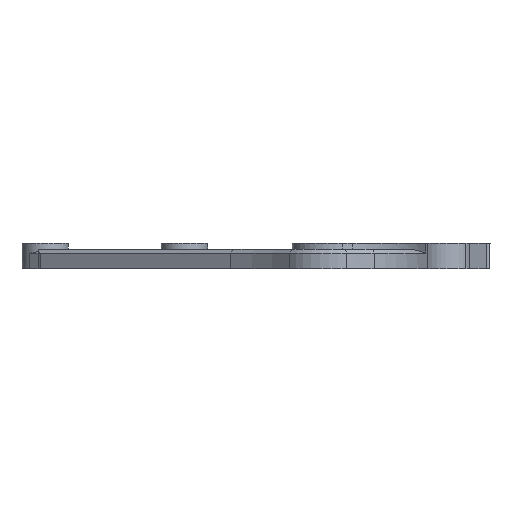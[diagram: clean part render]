
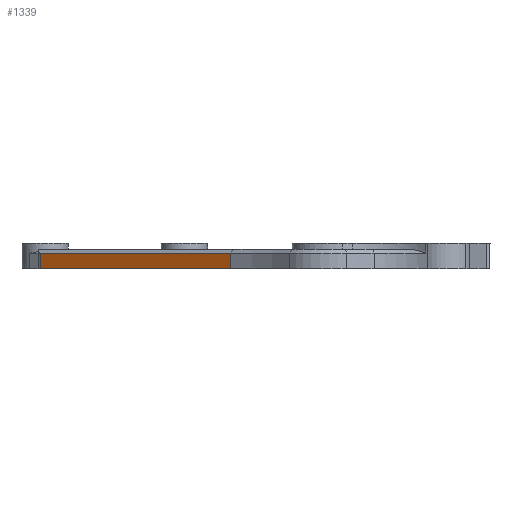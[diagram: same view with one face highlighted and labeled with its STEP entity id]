
A CAD part, left-side view. The second image highlights one B-rep face of the part: STEP entity #1339.
In plain terms, the highlighted face is planar.
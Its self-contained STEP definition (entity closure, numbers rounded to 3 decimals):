
#35 = DIRECTION ( 'NONE',  ( 1., 0.002, 0. ) ) ;
#46 = DIRECTION ( 'NONE',  ( 0.002, -1., 0. ) ) ;
#71 = PLANE ( 'NONE',  #2107 ) ;
#156 = CARTESIAN_POINT ( 'NONE',  ( 66.854, -5.895, 5. ) ) ;
#741 = EDGE_CURVE ( 'NONE', #1027, #806, #3747, .T. ) ;
#806 = VERTEX_POINT ( 'NONE', #2978 ) ;
#847 = DIRECTION ( 'NONE',  ( 0., 0., -1. ) ) ;
#933 = CARTESIAN_POINT ( 'NONE',  ( 66.854, -5.895, 5. ) ) ;
#975 = ORIENTED_EDGE ( 'NONE', *, *, #3616, .F. ) ;
#1027 = VERTEX_POINT ( 'NONE', #1752 ) ;
#1097 = CARTESIAN_POINT ( 'NONE',  ( 127.169, -5.771, 0. ) ) ;
#1115 = ORIENTED_EDGE ( 'NONE', *, *, #741, .T. ) ;
#1252 = EDGE_LOOP ( 'NONE', ( #975, #1115, #4443, #2789 ) ) ;
#1300 = LINE ( 'NONE', #4008, #2115 ) ;
#1339 = ADVANCED_FACE ( 'NONE', ( #3746 ), #71, .F. ) ;
#1717 = LINE ( 'NONE', #933, #4303 ) ;
#1752 = CARTESIAN_POINT ( 'NONE',  ( 66.854, -5.895, 4. ) ) ;
#1822 = CARTESIAN_POINT ( 'NONE',  ( 127.169, -5.771, 5. ) ) ;
#2107 = AXIS2_PLACEMENT_3D ( 'NONE', #156, #46, #35 ) ;
#2115 = VECTOR ( 'NONE', #3974, 1000. ) ;
#2385 = VERTEX_POINT ( 'NONE', #3118 ) ;
#2543 = VERTEX_POINT ( 'NONE', #1097 ) ;
#2613 = VECTOR ( 'NONE', #4254, 1000. ) ;
#2694 = EDGE_CURVE ( 'NONE', #2543, #2385, #1300, .T. ) ;
#2789 = ORIENTED_EDGE ( 'NONE', *, *, #2694, .T. ) ;
#2931 = VECTOR ( 'NONE', #3170, 1000. ) ;
#2978 = CARTESIAN_POINT ( 'NONE',  ( 127.169, -5.771, 4. ) ) ;
#3118 = CARTESIAN_POINT ( 'NONE',  ( 66.854, -5.895, 0. ) ) ;
#3164 = CARTESIAN_POINT ( 'NONE',  ( 127.169, -5.771, 4. ) ) ;
#3170 = DIRECTION ( 'NONE',  ( 1., 0.002, 0. ) ) ;
#3616 = EDGE_CURVE ( 'NONE', #1027, #2385, #1717, .T. ) ;
#3746 = FACE_OUTER_BOUND ( 'NONE', #1252, .T. ) ;
#3747 = LINE ( 'NONE', #3164, #2931 ) ;
#3974 = DIRECTION ( 'NONE',  ( -1., -0.002, 0. ) ) ;
#4008 = CARTESIAN_POINT ( 'NONE',  ( 66.854, -5.895, 0. ) ) ;
#4254 = DIRECTION ( 'NONE',  ( 0., 0., -1. ) ) ;
#4281 = EDGE_CURVE ( 'NONE', #806, #2543, #4444, .T. ) ;
#4303 = VECTOR ( 'NONE', #847, 1000. ) ;
#4443 = ORIENTED_EDGE ( 'NONE', *, *, #4281, .T. ) ;
#4444 = LINE ( 'NONE', #1822, #2613 ) ;
